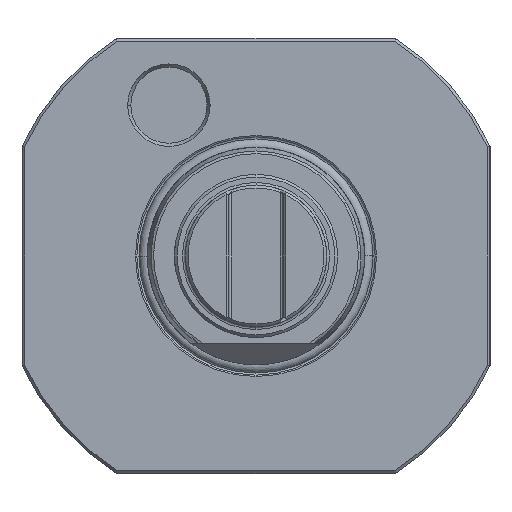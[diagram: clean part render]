
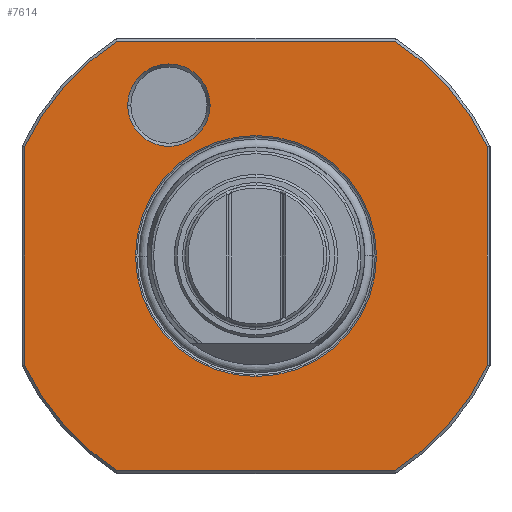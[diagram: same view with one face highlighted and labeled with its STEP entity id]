
A CAD part, left-side view. The second image highlights one B-rep face of the part: STEP entity #7614.
In plain terms, the highlighted planar face has unit normal (-1, 0, 0).
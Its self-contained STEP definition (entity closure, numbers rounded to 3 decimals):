
#235=CARTESIAN_POINT('',(-76.,0.,0.));
#236=DIRECTION('',(1.,0.,0.));
#237=DIRECTION('',(0.,-0.904,-0.427));
#238=AXIS2_PLACEMENT_3D('',#235,#236,#237);
#240=DIRECTION('',(0.,-1.,0.));
#241=VECTOR('',#240,50.942);
#242=CARTESIAN_POINT('',(-76.,25.471,-39.5));
#243=LINE('',#242,#241);
#244=CARTESIAN_POINT('',(-76.,0.,0.));
#245=DIRECTION('',(1.,0.,0.));
#246=DIRECTION('',(0.,0.542,-0.84));
#247=AXIS2_PLACEMENT_3D('',#244,#245,#246);
#249=DIRECTION('',(0.,0.,-1.));
#250=VECTOR('',#249,40.138);
#251=CARTESIAN_POINT('',(-76.,42.5,20.069));
#252=LINE('',#251,#250);
#253=CARTESIAN_POINT('',(-76.,0.,0.));
#254=DIRECTION('',(1.,0.,0.));
#255=DIRECTION('',(0.,0.904,0.427));
#256=AXIS2_PLACEMENT_3D('',#253,#254,#255);
#258=DIRECTION('',(0.,1.,0.));
#259=VECTOR('',#258,50.942);
#260=CARTESIAN_POINT('',(-76.,-25.471,39.5));
#261=LINE('',#260,#259);
#262=CARTESIAN_POINT('',(-76.,0.,0.));
#263=DIRECTION('',(1.,0.,0.));
#264=DIRECTION('',(0.,-0.542,0.84));
#265=AXIS2_PLACEMENT_3D('',#262,#263,#264);
#267=DIRECTION('',(0.,0.,1.));
#268=VECTOR('',#267,40.138);
#269=CARTESIAN_POINT('',(-76.,-42.5,
-20.069));
#270=LINE('',#269,#268);
#271=CARTESIAN_POINT('',(-76.,0.,0.));
#272=DIRECTION('',(1.,0.,0.));
#273=DIRECTION('',(0.,-1.,0.));
#274=AXIS2_PLACEMENT_3D('',#271,#272,#273);
#276=CARTESIAN_POINT('',(-76.,0.,0.));
#277=DIRECTION('',(1.,0.,0.));
#278=DIRECTION('',(0.,1.,0.));
#279=AXIS2_PLACEMENT_3D('',#276,#277,#278);
#281=CARTESIAN_POINT('',(-76.,16.,27.713));
#282=DIRECTION('',(1.,0.,0.));
#283=DIRECTION('',(0.,-1.,0.));
#284=AXIS2_PLACEMENT_3D('',#281,#282,#283);
#286=CARTESIAN_POINT('',(-76.,16.,27.713));
#287=DIRECTION('',(1.,0.,0.));
#288=DIRECTION('',(0.,1.,0.));
#289=AXIS2_PLACEMENT_3D('',#286,#287,#288);
#6795=CARTESIAN_POINT('',(-76.,-22.15,0.));
#6796=CARTESIAN_POINT('',(-76.,22.15,0.));
#6797=VERTEX_POINT('',#6795);
#6798=VERTEX_POINT('',#6796);
#6799=CARTESIAN_POINT('',(-76.,8.423,27.713));
#6800=CARTESIAN_POINT('',(-76.,23.577,27.713));
#6801=VERTEX_POINT('',#6799);
#6802=VERTEX_POINT('',#6800);
#6803=CARTESIAN_POINT('',(-76.,-42.5,-20.07));
#6804=CARTESIAN_POINT('',(-76.,-25.471,-39.5));
#6805=VERTEX_POINT('',#6803);
#6806=VERTEX_POINT('',#6804);
#6811=CARTESIAN_POINT('',(-76.,-25.471,39.5));
#6812=CARTESIAN_POINT('',(-76.,-42.5,20.07));
#6813=VERTEX_POINT('',#6811);
#6814=VERTEX_POINT('',#6812);
#6835=CARTESIAN_POINT('',(-76.,42.5,20.07));
#6836=CARTESIAN_POINT('',(-76.,25.471,39.5));
#6837=VERTEX_POINT('',#6835);
#6838=VERTEX_POINT('',#6836);
#6843=CARTESIAN_POINT('',(-76.,25.471,-39.5));
#6844=CARTESIAN_POINT('',(-76.,42.5,-20.07));
#6845=VERTEX_POINT('',#6843);
#6846=VERTEX_POINT('',#6844);
#7580=CARTESIAN_POINT('',(-76.,0.,0.));
#7581=DIRECTION('',(-1.,0.,0.));
#7582=DIRECTION('',(0.,1.,0.));
#7583=AXIS2_PLACEMENT_3D('',#7580,#7581,#7582);
#7584=PLANE('',#7583);
#7586=ORIENTED_EDGE('',*,*,#7585,.T.);
#7588=ORIENTED_EDGE('',*,*,#7587,.F.);
#7590=ORIENTED_EDGE('',*,*,#7589,.T.);
#7592=ORIENTED_EDGE('',*,*,#7591,.F.);
#7594=ORIENTED_EDGE('',*,*,#7593,.T.);
#7596=ORIENTED_EDGE('',*,*,#7595,.F.);
#7597=ORIENTED_EDGE('',*,*,#7570,.T.);
#7599=ORIENTED_EDGE('',*,*,#7598,.F.);
#7600=EDGE_LOOP('',(#7586,#7588,#7590,#7592,#7594,#7596,#7597,#7599));
#7601=FACE_OUTER_BOUND('',#7600,.F.);
#7603=ORIENTED_EDGE('',*,*,#7602,.F.);
#7605=ORIENTED_EDGE('',*,*,#7604,.F.);
#7606=EDGE_LOOP('',(#7603,#7605));
#7607=FACE_BOUND('',#7606,.F.);
#7609=ORIENTED_EDGE('',*,*,#7608,.F.);
#7611=ORIENTED_EDGE('',*,*,#7610,.F.);
#7612=EDGE_LOOP('',(#7609,#7611));
#7613=FACE_BOUND('',#7612,.F.);
#239=CIRCLE('',#238,47.001);
#248=CIRCLE('',#247,47.001);
#257=CIRCLE('',#256,47.001);
#266=CIRCLE('',#265,47.001);
#275=CIRCLE('',#274,22.15);
#280=CIRCLE('',#279,22.15);
#285=CIRCLE('',#284,7.577);
#290=CIRCLE('',#289,7.577);
#7570=EDGE_CURVE('',#6813,#6814,#266,.T.);
#7585=EDGE_CURVE('',#6805,#6806,#239,.T.);
#7587=EDGE_CURVE('',#6845,#6806,#243,.T.);
#7589=EDGE_CURVE('',#6845,#6846,#248,.T.);
#7591=EDGE_CURVE('',#6837,#6846,#252,.T.);
#7593=EDGE_CURVE('',#6837,#6838,#257,.T.);
#7595=EDGE_CURVE('',#6813,#6838,#261,.T.);
#7598=EDGE_CURVE('',#6805,#6814,#270,.T.);
#7602=EDGE_CURVE('',#6797,#6798,#275,.T.);
#7604=EDGE_CURVE('',#6798,#6797,#280,.T.);
#7608=EDGE_CURVE('',#6801,#6802,#285,.T.);
#7610=EDGE_CURVE('',#6802,#6801,#290,.T.);
#7614=ADVANCED_FACE('',(#7601,#7607,#7613),#7584,.T.);
